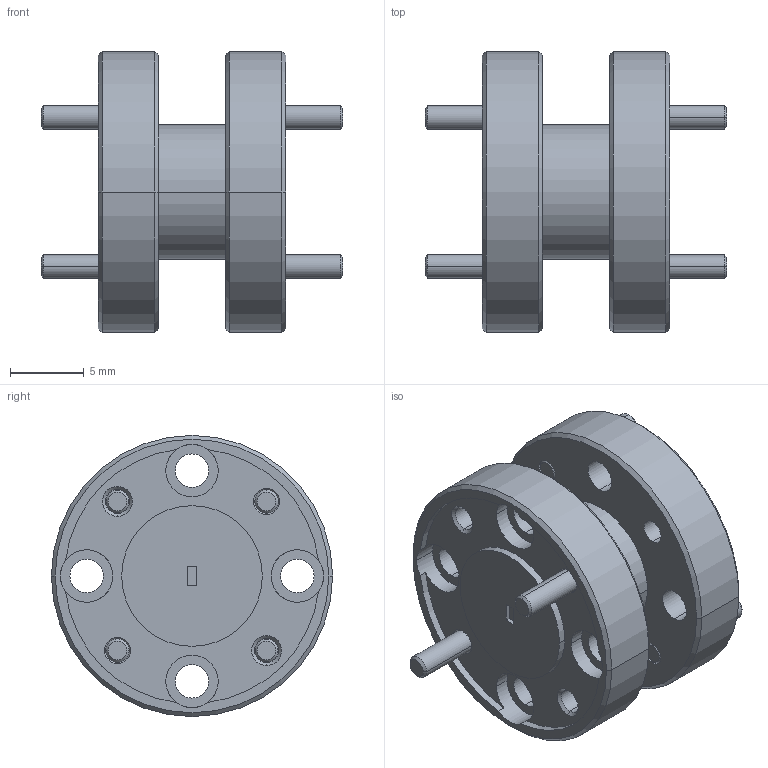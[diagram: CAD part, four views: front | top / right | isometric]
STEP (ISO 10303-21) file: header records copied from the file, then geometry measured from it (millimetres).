
FILE_DESCRIPTION (( 'STEP AP203' ), '1' );
FILE_NAME ('WG-FG-A-0.5 NEW.STEP', '2022-04-07T19:12:16', ( '' ), ( '' ), 'SwSTEP 2.0', 'SolidWorks 2021', '' );
FILE_SCHEMA (( 'CONFIG_CONTROL_DESIGN' ));
Length unit declared in the file: inch
Products named in the file (1): WG-FG-A-0.5 NEW
Bounding box: 20.45 x 19.05 x 19.05 mm (x, y, z)
Volume: 2283.8 mm3; surface area: 2127.2 mm2
Topology: 5 solids, 5 shells, 148 faces, 350 edges, 220 vertices
Faces by surface type: cylinder 74, cone 40, plane 34
Entity records: 4453 total; most frequent: DIRECTION 852, CARTESIAN_POINT 719, ORIENTED_EDGE 700, AXIS2_PLACEMENT_3D 353, EDGE_CURVE 350, VERTEX_POINT 220, CIRCLE 204, EDGE_LOOP 188
